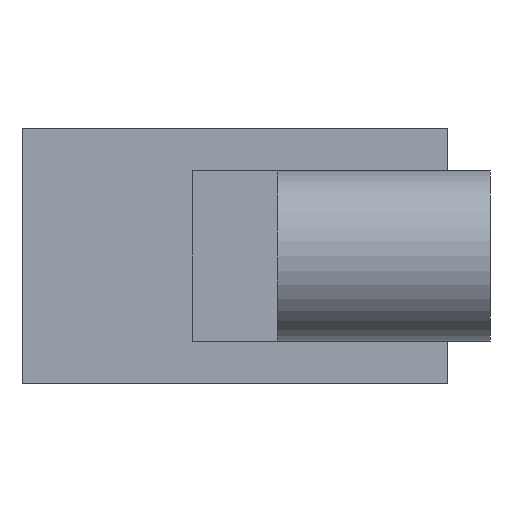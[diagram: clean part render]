
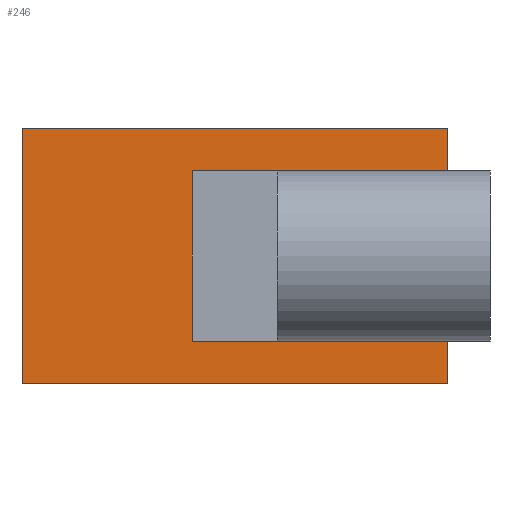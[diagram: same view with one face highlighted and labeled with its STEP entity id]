
A CAD part, left-side view. The second image highlights one B-rep face of the part: STEP entity #246.
In plain terms, the highlighted planar face has unit normal (-1, 0, 0).
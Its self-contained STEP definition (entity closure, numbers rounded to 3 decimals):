
#7 = CARTESIAN_POINT ( 'NONE',  ( 0., -100., -50. ) ) ;
#24 = EDGE_CURVE ( 'NONE', #122, #506, #537, .T. ) ;
#26 = ORIENTED_EDGE ( 'NONE', *, *, #143, .T. ) ;
#32 = CARTESIAN_POINT ( 'NONE',  ( 0., -100., -10. ) ) ;
#42 = LINE ( 'NONE', #138, #202 ) ;
#45 = ORIENTED_EDGE ( 'NONE', *, *, #152, .F. ) ;
#52 = DIRECTION ( 'NONE',  ( 0., -1., 0. ) ) ;
#57 = CARTESIAN_POINT ( 'NONE',  ( 0., 0., -60. ) ) ;
#68 = VECTOR ( 'NONE', #211, 1000. ) ;
#69 = VECTOR ( 'NONE', #305, 1000. ) ;
#73 = VECTOR ( 'NONE', #556, 1000. ) ;
#95 = VECTOR ( 'NONE', #410, 1000. ) ;
#116 = CARTESIAN_POINT ( 'NONE',  ( 0., 0., 0. ) ) ;
#118 = CARTESIAN_POINT ( 'NONE',  ( 0., -100., 0. ) ) ;
#121 = VECTOR ( 'NONE', #284, 1000. ) ;
#122 = VERTEX_POINT ( 'NONE', #445 ) ;
#138 = CARTESIAN_POINT ( 'NONE',  ( 0., -40., -10. ) ) ;
#143 = EDGE_CURVE ( 'NONE', #519, #172, #344, .T. ) ;
#152 = EDGE_CURVE ( 'NONE', #506, #516, #398, .T. ) ;
#158 = EDGE_CURVE ( 'NONE', #489, #172, #356, .T. ) ;
#167 = ORIENTED_EDGE ( 'NONE', *, *, #201, .F. ) ;
#172 = VERTEX_POINT ( 'NONE', #7 ) ;
#175 = FACE_OUTER_BOUND ( 'NONE', #357, .T. ) ;
#185 = EDGE_CURVE ( 'NONE', #369, #489, #253, .T. ) ;
#201 = EDGE_CURVE ( 'NONE', #433, #369, #42, .T. ) ;
#202 = VECTOR ( 'NONE', #310, 1000. ) ;
#211 = DIRECTION ( 'NONE',  ( 0., -1., 0. ) ) ;
#214 = DIRECTION ( 'NONE',  ( -1., 0., 0. ) ) ;
#222 = ORIENTED_EDGE ( 'NONE', *, *, #470, .T. ) ;
#246 = ADVANCED_FACE ( 'NONE', ( #175 ), #480, .T. ) ;
#253 = LINE ( 'NONE', #261, #69 ) ;
#261 = CARTESIAN_POINT ( 'NONE',  ( 0., -40., -50. ) ) ;
#268 = DIRECTION ( 'NONE',  ( 0., 0., 1. ) ) ;
#270 = CARTESIAN_POINT ( 'NONE',  ( 0., -40., -10. ) ) ;
#284 = DIRECTION ( 'NONE',  ( 0., -1., 0. ) ) ;
#288 = LINE ( 'NONE', #467, #73 ) ;
#289 = AXIS2_PLACEMENT_3D ( 'NONE', #441, #214, #487 ) ;
#295 = ORIENTED_EDGE ( 'NONE', *, *, #158, .F. ) ;
#299 = CARTESIAN_POINT ( 'NONE',  ( 0., -100., -60. ) ) ;
#301 = ORIENTED_EDGE ( 'NONE', *, *, #545, .T. ) ;
#305 = DIRECTION ( 'NONE',  ( 0., 0., -1. ) ) ;
#309 = VECTOR ( 'NONE', #52, 1000. ) ;
#310 = DIRECTION ( 'NONE',  ( 0., 1., 0. ) ) ;
#344 = LINE ( 'NONE', #299, #513 ) ;
#356 = LINE ( 'NONE', #520, #68 ) ;
#357 = EDGE_LOOP ( 'NONE', ( #295, #525, #167, #301, #45, #456, #222, #26 ) ) ;
#369 = VERTEX_POINT ( 'NONE', #270 ) ;
#380 = CARTESIAN_POINT ( 'NONE',  ( 0., -40., -50. ) ) ;
#398 = LINE ( 'NONE', #474, #309 ) ;
#410 = DIRECTION ( 'NONE',  ( 0., 0., 1. ) ) ;
#423 = LINE ( 'NONE', #550, #121 ) ;
#433 = VERTEX_POINT ( 'NONE', #32 ) ;
#441 = CARTESIAN_POINT ( 'NONE',  ( 0., 0., -60. ) ) ;
#445 = CARTESIAN_POINT ( 'NONE',  ( 0., 0., -60. ) ) ;
#456 = ORIENTED_EDGE ( 'NONE', *, *, #24, .F. ) ;
#460 = CARTESIAN_POINT ( 'NONE',  ( 0., -100., -60. ) ) ;
#467 = CARTESIAN_POINT ( 'NONE',  ( 0., -100., -60. ) ) ;
#470 = EDGE_CURVE ( 'NONE', #122, #519, #423, .T. ) ;
#474 = CARTESIAN_POINT ( 'NONE',  ( 0., 0., 0. ) ) ;
#480 = PLANE ( 'NONE',  #289 ) ;
#487 = DIRECTION ( 'NONE',  ( 0., -1., 0. ) ) ;
#489 = VERTEX_POINT ( 'NONE', #380 ) ;
#506 = VERTEX_POINT ( 'NONE', #116 ) ;
#513 = VECTOR ( 'NONE', #268, 1000. ) ;
#516 = VERTEX_POINT ( 'NONE', #118 ) ;
#519 = VERTEX_POINT ( 'NONE', #460 ) ;
#520 = CARTESIAN_POINT ( 'NONE',  ( 0., -40., -50. ) ) ;
#525 = ORIENTED_EDGE ( 'NONE', *, *, #185, .F. ) ;
#537 = LINE ( 'NONE', #57, #95 ) ;
#545 = EDGE_CURVE ( 'NONE', #433, #516, #288, .T. ) ;
#550 = CARTESIAN_POINT ( 'NONE',  ( 0., 0., -60. ) ) ;
#556 = DIRECTION ( 'NONE',  ( 0., 0., 1. ) ) ;
